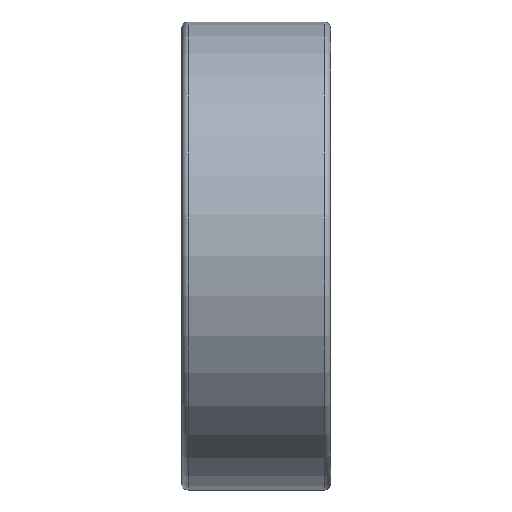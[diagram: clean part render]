
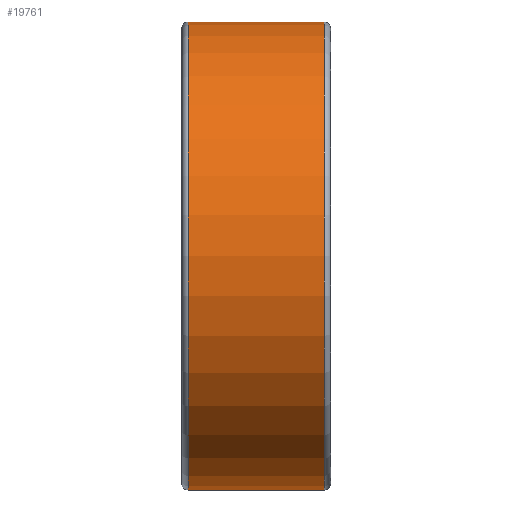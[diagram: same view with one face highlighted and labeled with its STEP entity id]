
A CAD part, top view. The second image highlights one B-rep face of the part: STEP entity #19761.
In plain terms, the highlighted cylindrical face has radius 11 mm (diameter 22 mm), a partial arc.
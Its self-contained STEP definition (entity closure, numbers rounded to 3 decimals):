
#9395=DIRECTION('',(-1.,0.,0.));
#9396=VECTOR('',#9395,6.4);
#9397=CARTESIAN_POINT('',(3.2,11.,0.));
#9398=LINE('',#9397,#9396);
#9402=DIRECTION('',(-1.,0.,0.));
#9403=VECTOR('',#9402,6.4);
#9404=CARTESIAN_POINT('',(3.2,-11.,0.));
#9405=LINE('',#9404,#9403);
#9417=CARTESIAN_POINT('',(3.2,0.,0.));
#9418=DIRECTION('',(1.,0.,0.));
#9419=DIRECTION('',(0.,1.,0.));
#9420=AXIS2_PLACEMENT_3D('',#9417,#9418,#9419);
#9425=CARTESIAN_POINT('',(-3.2,0.,0.));
#9426=DIRECTION('',(1.,0.,0.));
#9427=DIRECTION('',(0.,1.,0.));
#9428=AXIS2_PLACEMENT_3D('',#9425,#9426,#9427);
#16599=CARTESIAN_POINT('',(3.2,11.,0.));
#16600=CARTESIAN_POINT('',(-3.2,11.,0.));
#16601=VERTEX_POINT('',#16599);
#16602=VERTEX_POINT('',#16600);
#16611=CARTESIAN_POINT('',(3.2,-11.,0.));
#16612=CARTESIAN_POINT('',(-3.2,-11.,0.));
#16613=VERTEX_POINT('',#16611);
#16614=VERTEX_POINT('',#16612);
#19749=CARTESIAN_POINT('',(-3.85,0.,0.));
#19750=DIRECTION('',(1.,0.,0.));
#19751=DIRECTION('',(0.,-1.,0.));
#19752=AXIS2_PLACEMENT_3D('',#19749,#19750,#19751);
#19753=CYLINDRICAL_SURFACE('',#19752,11.);
#19754=ORIENTED_EDGE('',*,*,#19739,.F.);
#19755=ORIENTED_EDGE('',*,*,#19716,.T.);
#19756=ORIENTED_EDGE('',*,*,#19743,.T.);
#19758=ORIENTED_EDGE('',*,*,#19757,.F.);
#19759=EDGE_LOOP('',(#19754,#19755,#19756,#19758));
#19760=FACE_OUTER_BOUND('',#19759,.F.);
#9421=CIRCLE('',#9420,11.);
#9429=CIRCLE('',#9428,11.);
#19716=EDGE_CURVE('',#16601,#16613,#9421,.T.);
#19739=EDGE_CURVE('',#16601,#16602,#9398,.T.);
#19743=EDGE_CURVE('',#16613,#16614,#9405,.T.);
#19757=EDGE_CURVE('',#16602,#16614,#9429,.T.);
#19761=ADVANCED_FACE('',(#19760),#19753,.T.);
